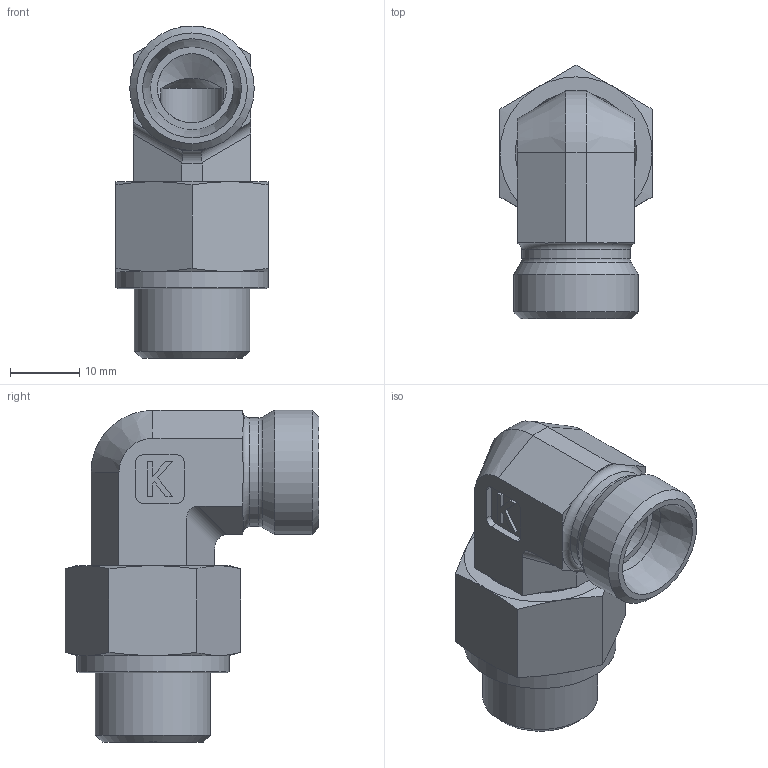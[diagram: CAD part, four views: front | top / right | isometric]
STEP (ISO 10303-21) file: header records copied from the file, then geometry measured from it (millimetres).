
FILE_DESCRIPTION((''),'2;1');
FILE_NAME('671613818.stp','2015-02-06T14:04:37',(''),('KNOMI spol. s r. o.'),'Autodesk Inventor 2012','Autodesk Inventor 2012','');
FILE_SCHEMA(('AUTOMOTIVE_DESIGN { 1 2 10303 214 0 1 1 1 }'));
Length unit declared in the file: millimetre
Products named in the file (3): ÚPS G3/8"/M18 B; 6786123818; 6756138
Assembly tree (2 placements, depth 2):
  ÚPS G3/8"/M18 B
    6786123818
    6756138
Bounding box: 22 x 36.7 x 48 mm (x, y, z)
Volume: 13090.4 mm3; surface area: 7951.3 mm2
Topology: 2 solids, 2 shells, 101 faces, 249 edges, 155 vertices
Faces by surface type: plane 55, cone 26, cylinder 18, torus 2
Full cylindrical faces by diameter (mm): 9 x1, 10 x1, 12 x1, 14.95 x1, 15.7 x1, 16.661 x1, 17 x2, 18 x1, 22 x1
Entity records: 2981 total; most frequent: CARTESIAN_POINT 614, DIRECTION 466, ORIENTED_EDGE 436, EDGE_CURVE 218, AXIS2_PLACEMENT_3D 176, VERTEX_POINT 146, EDGE_LOOP 130, VECTOR 114
